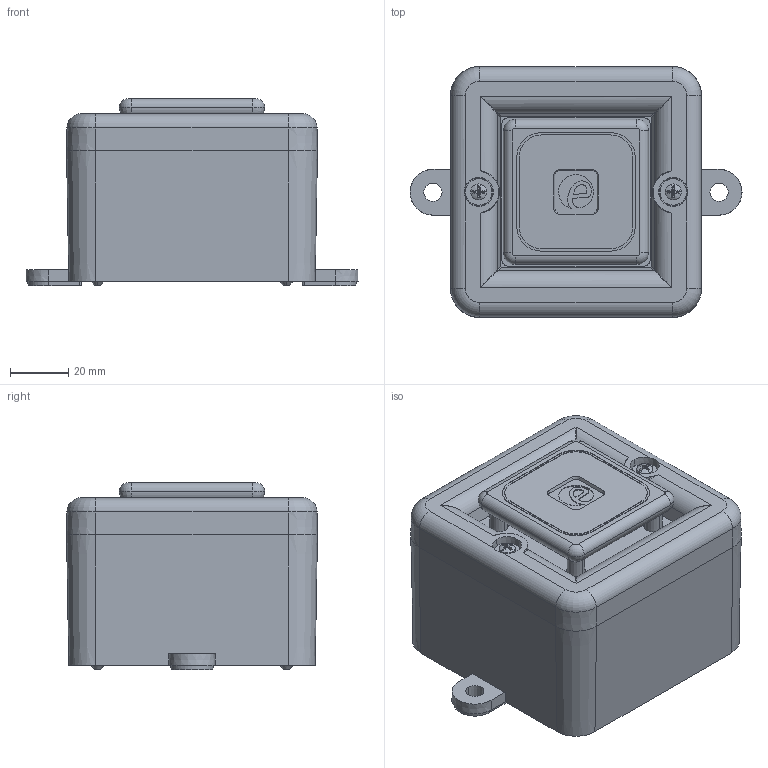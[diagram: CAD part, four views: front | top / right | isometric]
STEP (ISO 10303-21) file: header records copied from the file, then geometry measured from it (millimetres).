
FILE_DESCRIPTION (( 'STEP AP203' ), '1' );
FILE_NAME ('D242-05-001-3D_Issue_B [M].STEP', '2021-07-01T12:36:35', ( '' ), ( '' ), 'SwSTEP 2.0', 'SolidWorks 2021', '' );
FILE_SCHEMA (( 'CONFIG_CONTROL_DESIGN' ));
Length unit declared in the file: millimetre
Products named in the file (1): D242-05-001-3D_Issue_B [M]
Bounding box: 114.31 x 86.4 x 64.5 mm (x, y, z)
Volume: 379002.9 mm3; surface area: 80673.1 mm2
Topology: 4 solids, 18 shells, 752 faces, 1812 edges, 1130 vertices
Faces by surface type: plane 268, cylinder 227, cone 150, bspline 70, torus 29, sphere 8
Entity records: 24644 total; most frequent: CARTESIAN_POINT 7658, ORIENTED_EDGE 3584, DIRECTION 3485, EDGE_CURVE 1792, AXIS2_PLACEMENT_3D 1349, VERTEX_POINT 1130, EDGE_LOOP 832, VECTOR 787
